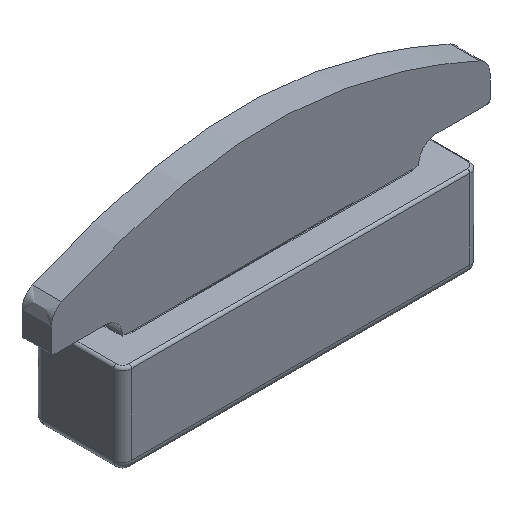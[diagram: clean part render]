
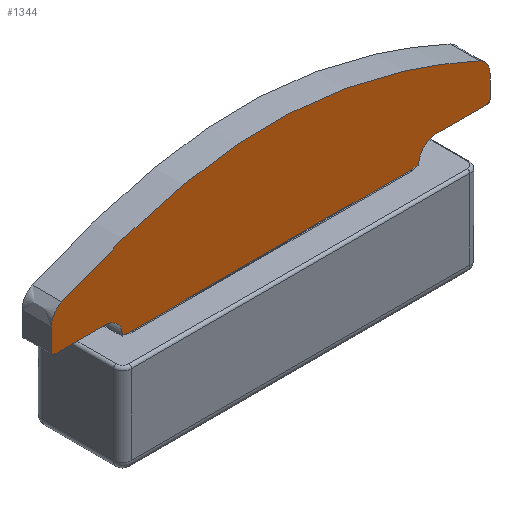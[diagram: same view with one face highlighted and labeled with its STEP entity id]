
A CAD part, isometric view. The second image highlights one B-rep face of the part: STEP entity #1344.
In plain terms, the highlighted planar face has unit normal (0, -1, 0).
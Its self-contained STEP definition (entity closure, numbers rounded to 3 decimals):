
#83=FACE_BOUND('',#526,.T.);
#96=CIRCLE('',#1446,0.15);
#97=CIRCLE('',#1448,0.15);
#98=CIRCLE('',#1451,0.5);
#99=CIRCLE('',#1454,0.5);
#100=CIRCLE('',#1457,0.5);
#101=CIRCLE('',#1460,0.5);
#102=CIRCLE('',#1463,0.75);
#103=CIRCLE('',#1466,0.75);
#104=CIRCLE('',#1468,1.);
#105=CIRCLE('',#1470,1.);
#171=(
BOUNDED_CURVE()
B_SPLINE_CURVE(5,(#2315,#2316,#2317,#2318,#2319,#2320,#2321,#2322,#2323,
#2324,#2325,#2326,#2327,#2328,#2329),.UNSPECIFIED.,.F.,.F.)
B_SPLINE_CURVE_WITH_KNOTS((6,1,1,1,1,1,1,1,1,1,6),(0.024,0.1,
0.2,0.3,0.4,0.5,0.6,0.7,0.8,0.9,0.976),.UNSPECIFIED.)
CURVE()
GEOMETRIC_REPRESENTATION_ITEM()
RATIONAL_B_SPLINE_CURVE((1.,1.,1.,1.,1.,1.,1.,1.,1.,1.,1.,1.,1.,1.,1.))
REPRESENTATION_ITEM('')
);
#174=LINE('',#2105,#280);
#185=LINE('',#2209,#291);
#190=LINE('',#2222,#296);
#193=LINE('',#2231,#299);
#196=LINE('',#2239,#302);
#200=LINE('',#2248,#306);
#202=LINE('',#2254,#308);
#206=LINE('',#2264,#312);
#211=LINE('',#2280,#317);
#212=LINE('',#2282,#318);
#213=LINE('',#2284,#319);
#280=VECTOR('',#1610,10.);
#291=VECTOR('',#1645,10.);
#296=VECTOR('',#1660,10.);
#299=VECTOR('',#1669,10.);
#302=VECTOR('',#1678,10.);
#306=VECTOR('',#1688,10.);
#308=VECTOR('',#1696,10.);
#312=VECTOR('',#1706,10.);
#317=VECTOR('',#1725,10.);
#318=VECTOR('',#1728,10.);
#319=VECTOR('',#1731,10.);
#396=PLANE('',#1474);
#438=FACE_OUTER_BOUND('',#525,.T.);
#525=EDGE_LOOP('',(#1037,#1038,#1039,#1040,#1041,#1042,#1043,#1044,#1045,
#1046,#1047,#1048,#1049,#1050,#1051,#1052));
#526=EDGE_LOOP('',(#1053,#1054,#1055,#1056,#1057,#1058,#1059,#1060));
#591=B_SPLINE_CURVE_WITH_KNOTS('',3,(#2089,#2090,#2091,#2092,#2093,#2094,
#2095),.UNSPECIFIED.,.F.,.F.,(4,3,4),(0.,0.057,0.115),
 .UNSPECIFIED.);
#595=B_SPLINE_CURVE_WITH_KNOTS('',3,(#2196,#2197,#2198,#2199,#2200,#2201,
#2202),.UNSPECIFIED.,.F.,.F.,(4,3,4),(0.,0.057,0.115),
 .UNSPECIFIED.);
#599=VERTEX_POINT('',#2083);
#600=VERTEX_POINT('',#2088);
#602=VERTEX_POINT('',#2103);
#624=VERTEX_POINT('',#2190);
#625=VERTEX_POINT('',#2195);
#626=VERTEX_POINT('',#2208);
#627=VERTEX_POINT('',#2212);
#628=VERTEX_POINT('',#2216);
#629=VERTEX_POINT('',#2220);
#630=VERTEX_POINT('',#2224);
#631=VERTEX_POINT('',#2225);
#632=VERTEX_POINT('',#2230);
#633=VERTEX_POINT('',#2234);
#634=VERTEX_POINT('',#2238);
#635=VERTEX_POINT('',#2242);
#636=VERTEX_POINT('',#2243);
#637=VERTEX_POINT('',#2250);
#638=VERTEX_POINT('',#2256);
#639=VERTEX_POINT('',#2258);
#640=VERTEX_POINT('',#2262);
#641=VERTEX_POINT('',#2266);
#642=VERTEX_POINT('',#2270);
#643=VERTEX_POINT('',#2274);
#644=VERTEX_POINT('',#2275);
#719=EDGE_CURVE('',#599,#600,#591,.T.);
#723=EDGE_CURVE('',#599,#602,#174,.T.);
#747=EDGE_CURVE('',#624,#625,#595,.T.);
#749=EDGE_CURVE('',#626,#625,#185,.T.);
#751=EDGE_CURVE('',#626,#627,#96,.T.);
#754=EDGE_CURVE('',#628,#602,#97,.T.);
#756=EDGE_CURVE('',#628,#629,#190,.T.);
#757=EDGE_CURVE('',#630,#631,#98,.T.);
#760=EDGE_CURVE('',#631,#632,#193,.T.);
#762=EDGE_CURVE('',#632,#633,#99,.T.);
#764=EDGE_CURVE('',#633,#634,#196,.T.);
#766=EDGE_CURVE('',#635,#636,#100,.T.);
#769=EDGE_CURVE('',#636,#630,#200,.T.);
#770=EDGE_CURVE('',#634,#637,#101,.T.);
#772=EDGE_CURVE('',#637,#635,#202,.T.);
#774=EDGE_CURVE('',#638,#639,#102,.T.);
#777=EDGE_CURVE('',#640,#638,#206,.T.);
#779=EDGE_CURVE('',#641,#640,#103,.T.);
#780=EDGE_CURVE('',#642,#629,#104,.T.);
#782=EDGE_CURVE('',#643,#644,#105,.T.);
#785=EDGE_CURVE('',#644,#641,#211,.T.);
#786=EDGE_CURVE('',#639,#642,#212,.T.);
#787=EDGE_CURVE('',#643,#627,#213,.T.);
#788=EDGE_CURVE('',#600,#624,#171,.T.);
#1037=ORIENTED_EDGE('',*,*,#719,.F.);
#1038=ORIENTED_EDGE('',*,*,#723,.T.);
#1039=ORIENTED_EDGE('',*,*,#754,.F.);
#1040=ORIENTED_EDGE('',*,*,#756,.T.);
#1041=ORIENTED_EDGE('',*,*,#780,.F.);
#1042=ORIENTED_EDGE('',*,*,#786,.F.);
#1043=ORIENTED_EDGE('',*,*,#774,.F.);
#1044=ORIENTED_EDGE('',*,*,#777,.F.);
#1045=ORIENTED_EDGE('',*,*,#779,.F.);
#1046=ORIENTED_EDGE('',*,*,#785,.F.);
#1047=ORIENTED_EDGE('',*,*,#782,.F.);
#1048=ORIENTED_EDGE('',*,*,#787,.T.);
#1049=ORIENTED_EDGE('',*,*,#751,.F.);
#1050=ORIENTED_EDGE('',*,*,#749,.T.);
#1051=ORIENTED_EDGE('',*,*,#747,.F.);
#1052=ORIENTED_EDGE('',*,*,#788,.F.);
#1053=ORIENTED_EDGE('',*,*,#762,.F.);
#1054=ORIENTED_EDGE('',*,*,#760,.F.);
#1055=ORIENTED_EDGE('',*,*,#757,.F.);
#1056=ORIENTED_EDGE('',*,*,#769,.F.);
#1057=ORIENTED_EDGE('',*,*,#766,.F.);
#1058=ORIENTED_EDGE('',*,*,#772,.F.);
#1059=ORIENTED_EDGE('',*,*,#770,.F.);
#1060=ORIENTED_EDGE('',*,*,#764,.F.);
#1344=ADVANCED_FACE('',(#438,#83),#396,.F.);
#1446=AXIS2_PLACEMENT_3D('',#2213,#1649,#1650);
#1448=AXIS2_PLACEMENT_3D('',#2218,#1655,#1656);
#1451=AXIS2_PLACEMENT_3D('',#2226,#1663,#1664);
#1454=AXIS2_PLACEMENT_3D('',#2235,#1673,#1674);
#1457=AXIS2_PLACEMENT_3D('',#2244,#1682,#1683);
#1460=AXIS2_PLACEMENT_3D('',#2251,#1691,#1692);
#1463=AXIS2_PLACEMENT_3D('',#2259,#1700,#1701);
#1466=AXIS2_PLACEMENT_3D('',#2268,#1710,#1711);
#1468=AXIS2_PLACEMENT_3D('',#2271,#1714,#1715);
#1470=AXIS2_PLACEMENT_3D('',#2276,#1719,#1720);
#1474=AXIS2_PLACEMENT_3D('',#2330,#1732,#1733);
#1610=DIRECTION('',(0.,0.,-1.));
#1645=DIRECTION('',(0.,0.,1.));
#1649=DIRECTION('center_axis',(0.,1.,0.));
#1650=DIRECTION('ref_axis',(0.707,0.,-0.707));
#1655=DIRECTION('center_axis',(0.,1.,0.));
#1656=DIRECTION('ref_axis',(-0.707,0.,-0.707));
#1660=DIRECTION('',(1.,0.,0.));
#1663=DIRECTION('center_axis',(0.,-1.,0.));
#1664=DIRECTION('ref_axis',(0.707,0.,-0.707));
#1669=DIRECTION('',(0.,0.,1.));
#1673=DIRECTION('center_axis',(0.,-1.,0.));
#1674=DIRECTION('ref_axis',(0.707,0.,0.707));
#1678=DIRECTION('',(-1.,0.,0.));
#1682=DIRECTION('center_axis',(0.,-1.,0.));
#1683=DIRECTION('ref_axis',(-0.707,0.,-0.707));
#1688=DIRECTION('',(1.,0.,0.));
#1691=DIRECTION('center_axis',(0.,-1.,0.));
#1692=DIRECTION('ref_axis',(-0.707,0.,0.707));
#1696=DIRECTION('',(0.,0.,-1.));
#1700=DIRECTION('center_axis',(0.,1.,0.));
#1701=DIRECTION('ref_axis',(-0.707,0.,-0.707));
#1706=DIRECTION('',(-1.,0.,0.));
#1710=DIRECTION('center_axis',(0.,1.,0.));
#1711=DIRECTION('ref_axis',(0.707,0.,-0.707));
#1714=DIRECTION('center_axis',(0.,-1.,0.));
#1715=DIRECTION('ref_axis',(0.707,0.,0.707));
#1719=DIRECTION('center_axis',(0.,-1.,0.));
#1720=DIRECTION('ref_axis',(-0.707,0.,0.707));
#1725=DIRECTION('',(0.,0.,-1.));
#1728=DIRECTION('',(0.,0.,1.));
#1731=DIRECTION('',(1.,0.,0.));
#1732=DIRECTION('center_axis',(0.,1.,0.));
#1733=DIRECTION('ref_axis',(1.,0.,0.));
#2083=CARTESIAN_POINT('',(-3.9,0.,1.362));
#2088=CARTESIAN_POINT('',(-3.313,0.,2.272));
#2089=CARTESIAN_POINT('Ctrl Pts',(-3.9,0.,1.362));
#2090=CARTESIAN_POINT('Ctrl Pts',(-3.9,0.,1.552));
#2091=CARTESIAN_POINT('Ctrl Pts',(-3.844,0.,
1.743));
#2092=CARTESIAN_POINT('Ctrl Pts',(-3.741,0.,
1.903));
#2093=CARTESIAN_POINT('Ctrl Pts',(-3.637,0.,
2.064));
#2094=CARTESIAN_POINT('Ctrl Pts',(-3.487,0.,
2.193));
#2095=CARTESIAN_POINT('Ctrl Pts',(-3.313,0.,
2.272));
#2103=CARTESIAN_POINT('',(-3.9,0.,0.15));
#2105=CARTESIAN_POINT('',(-3.9,0.,2.));
#2190=CARTESIAN_POINT('',(19.513,0.,2.272));
#2195=CARTESIAN_POINT('',(20.1,0.,1.362));
#2196=CARTESIAN_POINT('Ctrl Pts',(19.513,0.,
2.272));
#2197=CARTESIAN_POINT('Ctrl Pts',(19.687,0.,
2.193));
#2198=CARTESIAN_POINT('Ctrl Pts',(19.837,0.,
2.063));
#2199=CARTESIAN_POINT('Ctrl Pts',(19.941,0.,
1.903));
#2200=CARTESIAN_POINT('Ctrl Pts',(20.044,0.,
1.743));
#2201=CARTESIAN_POINT('Ctrl Pts',(20.1,0.,1.552));
#2202=CARTESIAN_POINT('Ctrl Pts',(20.1,0.,1.362));
#2208=CARTESIAN_POINT('',(20.1,0.,0.15));
#2209=CARTESIAN_POINT('',(20.1,0.,0.));
#2212=CARTESIAN_POINT('',(19.95,0.,0.));
#2213=CARTESIAN_POINT('Origin',(19.95,0.,0.15));
#2216=CARTESIAN_POINT('',(-3.75,0.,0.));
#2218=CARTESIAN_POINT('Origin',(-3.75,0.,0.15));
#2220=CARTESIAN_POINT('',(-1.,0.,0.));
#2222=CARTESIAN_POINT('',(-3.9,0.,0.));
#2224=CARTESIAN_POINT('',(12.6,0.,-2.5));
#2225=CARTESIAN_POINT('',(13.1,0.,-2.));
#2226=CARTESIAN_POINT('Origin',(12.6,0.,-2.));
#2230=CARTESIAN_POINT('',(13.1,0.,-1.5));
#2231=CARTESIAN_POINT('',(13.1,0.,-2.5));
#2234=CARTESIAN_POINT('',(12.6,0.,-1.));
#2235=CARTESIAN_POINT('Origin',(12.6,0.,-1.5));
#2238=CARTESIAN_POINT('',(3.6,0.,-1.));
#2239=CARTESIAN_POINT('',(13.1,0.,-1.));
#2242=CARTESIAN_POINT('',(3.1,0.,-2.));
#2243=CARTESIAN_POINT('',(3.6,0.,-2.5));
#2244=CARTESIAN_POINT('Origin',(3.6,0.,-2.));
#2248=CARTESIAN_POINT('',(3.1,0.,-2.5));
#2250=CARTESIAN_POINT('',(3.1,0.,-1.5));
#2251=CARTESIAN_POINT('Origin',(3.6,0.,-1.5));
#2254=CARTESIAN_POINT('',(3.1,0.,-1.));
#2256=CARTESIAN_POINT('',(0.75,0.,-4.5));
#2258=CARTESIAN_POINT('',(0.,0.,-3.75));
#2259=CARTESIAN_POINT('Origin',(0.75,0.,-3.75));
#2262=CARTESIAN_POINT('',(15.45,0.,-4.5));
#2264=CARTESIAN_POINT('',(16.2,0.,-4.5));
#2266=CARTESIAN_POINT('',(16.2,0.,-3.75));
#2268=CARTESIAN_POINT('Origin',(15.45,0.,-3.75));
#2270=CARTESIAN_POINT('',(0.,0.,-1.));
#2271=CARTESIAN_POINT('Origin',(-1.,0.,-1.));
#2274=CARTESIAN_POINT('',(17.2,0.,0.));
#2275=CARTESIAN_POINT('',(16.2,0.,-1.));
#2276=CARTESIAN_POINT('Origin',(17.2,0.,-1.));
#2280=CARTESIAN_POINT('',(16.2,0.,0.));
#2282=CARTESIAN_POINT('',(0.,0.,-4.5));
#2284=CARTESIAN_POINT('',(16.2,0.,0.));
#2315=CARTESIAN_POINT('Ctrl Pts',(-3.313,0.,2.272));
#2316=CARTESIAN_POINT('Ctrl Pts',(-2.951,0.,2.437));
#2317=CARTESIAN_POINT('Ctrl Pts',(-2.108,0.,2.806));
#2318=CARTESIAN_POINT('Ctrl Pts',(-0.785,0.,3.337));
#2319=CARTESIAN_POINT('Ctrl Pts',(1.017,0.,3.956));
#2320=CARTESIAN_POINT('Ctrl Pts',(3.3,0.,4.547));
#2321=CARTESIAN_POINT('Ctrl Pts',(5.7,0.,4.934));
#2322=CARTESIAN_POINT('Ctrl Pts',(8.1,0.,5.066));
#2323=CARTESIAN_POINT('Ctrl Pts',(10.5,0.,4.934));
#2324=CARTESIAN_POINT('Ctrl Pts',(12.9,0.,4.547));
#2325=CARTESIAN_POINT('Ctrl Pts',(15.183,0.,3.956));
#2326=CARTESIAN_POINT('Ctrl Pts',(16.985,0.,3.337));
#2327=CARTESIAN_POINT('Ctrl Pts',(18.308,0.,2.806));
#2328=CARTESIAN_POINT('Ctrl Pts',(19.151,0.,2.437));
#2329=CARTESIAN_POINT('Ctrl Pts',(19.513,0.,2.272));
#2330=CARTESIAN_POINT('Origin',(8.1,0.,0.283));
